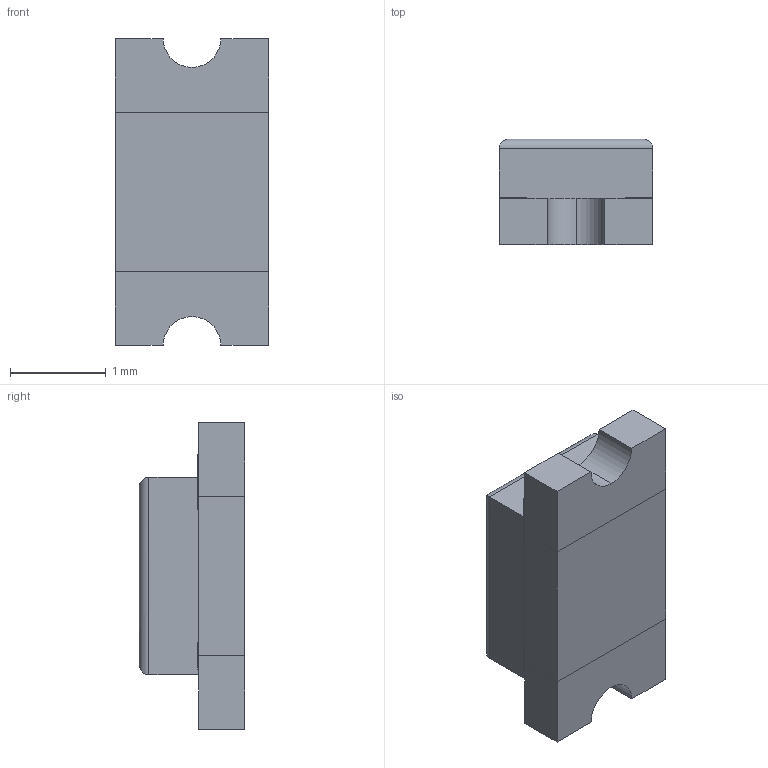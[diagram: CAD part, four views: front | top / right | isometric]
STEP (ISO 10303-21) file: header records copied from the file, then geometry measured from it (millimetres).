
FILE_DESCRIPTION (( 'STEP AP214' ), '1' );
FILE_NAME ('LTST-C150KGKT.STEP', '2021-11-16T17:35:33', ( '' ), ( '' ), 'SwSTEP 2.0', 'SolidWorks 2020', '' );
FILE_SCHEMA (( 'AUTOMOTIVE_DESIGN' ));
Length unit declared in the file: millimetre
Products named in the file (9): LTST-C150KGKT_GreenMark; LTST-C150KGKT_CathodeTerminal; LTST-C150KGKT_AnodeMark; LTST-C150KGKT; LTST-C150KGKT_Lens; LTST-C150KGKT_LedDice; LTST-C150KGKT_CathodeMark; LTST-C150KGKT_Base; LTST-C150KGKT_AnodeTerminal
Assembly tree (9 placements, depth 2):
  LTST-C150KGKT
    LTST-C150KGKT_Base
    LTST-C150KGKT_AnodeMark
    LTST-C150KGKT_AnodeTerminal
    LTST-C150KGKT_CathodeTerminal
    LTST-C150KGKT_CathodeMark
    LTST-C150KGKT_LedDice
    LTST-C150KGKT_Lens
    LTST-C150KGKT_GreenMark  x2
Bounding box: 1.6 x 1.1 x 3.2 mm (x, y, z)
Volume: 4.4 mm3; surface area: 30.9 mm2
Topology: 9 solids, 9 shells, 68 faces, 146 edges, 96 vertices
Faces by surface type: plane 60, cylinder 8
Entity records: 2036 total; most frequent: CARTESIAN_POINT 308, DIRECTION 286, ORIENTED_EDGE 268, EDGE_CURVE 134, VECTOR 122, LINE 122, VERTEX_POINT 88, AXIS2_PLACEMENT_3D 82
